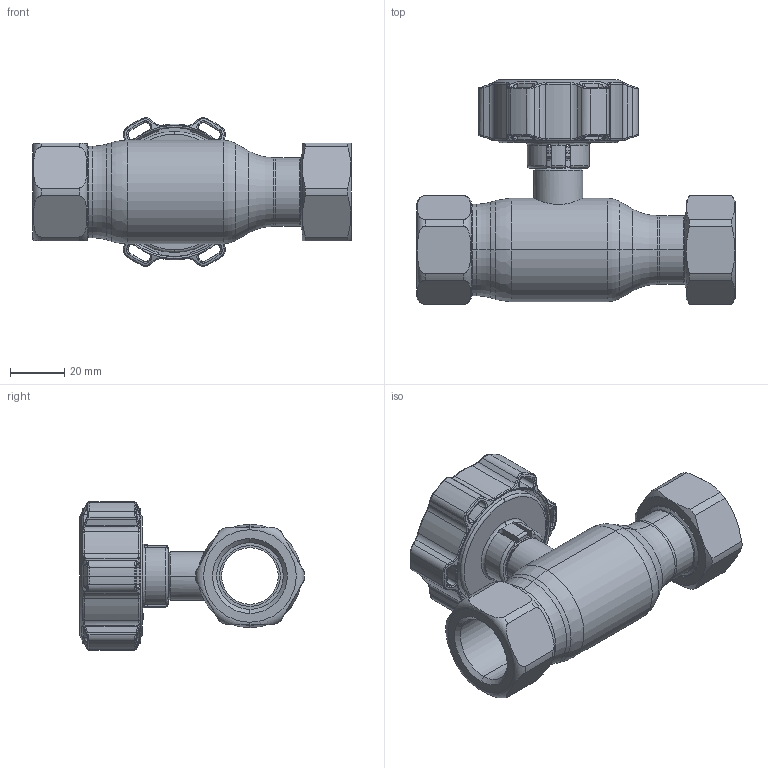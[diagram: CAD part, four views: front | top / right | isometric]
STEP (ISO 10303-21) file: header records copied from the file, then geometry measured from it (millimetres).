
FILE_DESCRIPTION (( 'STEP AP214' ), '1' );
FILE_NAME ('1020002200-1200.step', '2024-01-15T11:42:40', ( '' ), ( '' ), 'SwSTEP 2.0', 'SolidWorks 2021', '' );
FILE_SCHEMA (( 'AUTOMOTIVE_DESIGN' ));
Length unit declared in the file: millimetre
Products named in the file (1): 1020002200-1200
Bounding box: 116.95 x 82.59 x 54.57 mm (x, y, z)
Surface area: 35723.1 mm2 (no closed solid volume)
Topology: 0 solids, 12 shells, 560 faces, 1586 edges, 1015 vertices
Faces by surface type: bspline 168, cylinder 144, plane 99, torus 93, cone 56
Entity records: 33975 total; most frequent: CARTESIAN_POINT 14826, ORIENTED_EDGE 2859, DIRECTION 2344, EDGE_CURVE 1586, VERTEX_POINT 1015, AXIS2_PLACEMENT_3D 953, EDGE_LOOP 598, UNCERTAINTY_MEASURE_WITH_UNIT 562
